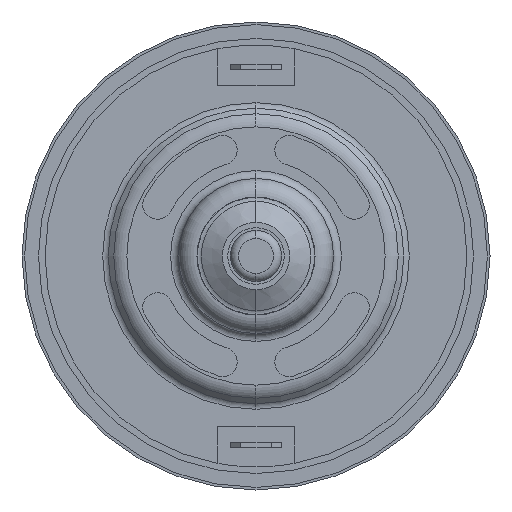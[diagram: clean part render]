
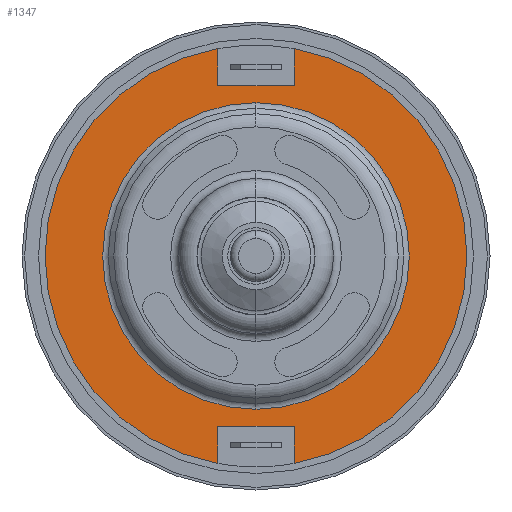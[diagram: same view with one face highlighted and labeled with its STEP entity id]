
A CAD part, left-side view. The second image highlights one B-rep face of the part: STEP entity #1347.
In plain terms, the highlighted planar face has unit normal (-1, 0, 0).
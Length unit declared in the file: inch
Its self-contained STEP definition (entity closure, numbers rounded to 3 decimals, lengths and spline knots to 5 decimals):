
#8 = PLANE ( 'NONE',  #5199 ) ;
#45 = DIRECTION ( 'NONE',  ( -1., 0., 0. ) ) ;
#50 = LINE ( 'NONE', #6759, #1445 ) ;
#257 = LINE ( 'NONE', #6419, #353 ) ;
#353 = VECTOR ( 'NONE', #4825, 39.37008 ) ;
#382 = VECTOR ( 'NONE', #3023, 39.37008 ) ;
#547 = VERTEX_POINT ( 'NONE', #2961 ) ;
#606 = DIRECTION ( 'NONE',  ( -1., 0., 0. ) ) ;
#650 = CARTESIAN_POINT ( 'NONE',  ( 0.075, 0.144, 0.64541 ) ) ;
#770 = CARTESIAN_POINT ( 'NONE',  ( 0.075, 0., 0. ) ) ;
#794 = CARTESIAN_POINT ( 'NONE',  ( 0.075, -0.144, -0.78541 ) ) ;
#847 = CARTESIAN_POINT ( 'NONE',  ( 0.075, 0., 0. ) ) ;
#963 = ORIENTED_EDGE ( 'NONE', *, *, #2623, .F. ) ;
#1070 = CARTESIAN_POINT ( 'NONE',  ( 0.075, 0., 0.58043 ) ) ;
#1182 = DIRECTION ( 'NONE',  ( 0., 0., 1. ) ) ;
#1208 = EDGE_CURVE ( 'NONE', #6670, #6614, #257, .T. ) ;
#1347 = ADVANCED_FACE ( 'NONE', ( #3379, #2799 ), #8, .T. ) ;
#1363 = CARTESIAN_POINT ( 'NONE',  ( 0.075, -0.144, -0.64541 ) ) ;
#1445 = VECTOR ( 'NONE', #4470, 39.37008 ) ;
#1521 = EDGE_CURVE ( 'NONE', #6639, #547, #6001, .T. ) ;
#1523 = DIRECTION ( 'NONE',  ( 0., 0., 1. ) ) ;
#1547 = LINE ( 'NONE', #5423, #5089 ) ;
#1714 = DIRECTION ( 'NONE',  ( 0., 0., 1. ) ) ;
#1754 = CARTESIAN_POINT ( 'NONE',  ( 0.075, 0.144, -0.64541 ) ) ;
#1888 = CARTESIAN_POINT ( 'NONE',  ( 0.075, 0.144, 0.78541 ) ) ;
#1897 = VERTEX_POINT ( 'NONE', #794 ) ;
#2025 = EDGE_LOOP ( 'NONE', ( #5501, #2137 ) ) ;
#2078 = DIRECTION ( 'NONE',  ( 1., 0., 0. ) ) ;
#2088 = CARTESIAN_POINT ( 'NONE',  ( 0.075, -0.144, 0.78541 ) ) ;
#2137 = ORIENTED_EDGE ( 'NONE', *, *, #5811, .T. ) ;
#2202 = EDGE_CURVE ( 'NONE', #3655, #5853, #50, .T. ) ;
#2601 = CARTESIAN_POINT ( 'NONE',  ( 0.075, -0.144, 0.64541 ) ) ;
#2623 = EDGE_CURVE ( 'NONE', #6614, #6500, #6331, .T. ) ;
#2632 = LINE ( 'NONE', #1363, #5128 ) ;
#2661 = AXIS2_PLACEMENT_3D ( 'NONE', #5960, #2078, #4426 ) ;
#2799 = FACE_BOUND ( 'NONE', #2025, .T. ) ;
#2857 = ORIENTED_EDGE ( 'NONE', *, *, #4852, .T. ) ;
#2895 = ORIENTED_EDGE ( 'NONE', *, *, #3802, .T. ) ;
#2961 = CARTESIAN_POINT ( 'NONE',  ( 0.075, 0., -0.58043 ) ) ;
#2985 = CARTESIAN_POINT ( 'NONE',  ( 0.075, 0., 0. ) ) ;
#3023 = DIRECTION ( 'NONE',  ( 0., 1., 0. ) ) ;
#3353 = ORIENTED_EDGE ( 'NONE', *, *, #5117, .F. ) ;
#3379 = FACE_OUTER_BOUND ( 'NONE', #5775, .T. ) ;
#3655 = VERTEX_POINT ( 'NONE', #650 ) ;
#3788 = DIRECTION ( 'NONE',  ( 1., 0., 0. ) ) ;
#3802 = EDGE_CURVE ( 'NONE', #4262, #5056, #1547, .T. ) ;
#3856 = CARTESIAN_POINT ( 'NONE',  ( 0.075, 0.144, -0.64541 ) ) ;
#4109 = DIRECTION ( 'NONE',  ( 0., 0., 1. ) ) ;
#4246 = DIRECTION ( 'NONE',  ( 0., 0., 1. ) ) ;
#4262 = VERTEX_POINT ( 'NONE', #2088 ) ;
#4426 = DIRECTION ( 'NONE',  ( 0., 0., 1. ) ) ;
#4430 = CIRCLE ( 'NONE', #5675, 0.58043 ) ;
#4470 = DIRECTION ( 'NONE',  ( 0., 0., 1. ) ) ;
#4580 = DIRECTION ( 'NONE',  ( -1., 0., 0. ) ) ;
#4637 = CARTESIAN_POINT ( 'NONE',  ( 0.075, 0., 0. ) ) ;
#4646 = LINE ( 'NONE', #2601, #382 ) ;
#4825 = DIRECTION ( 'NONE',  ( 0., 1., 0. ) ) ;
#4851 = ORIENTED_EDGE ( 'NONE', *, *, #5855, .T. ) ;
#4852 = EDGE_CURVE ( 'NONE', #1897, #4262, #6792, .T. ) ;
#4970 = EDGE_CURVE ( 'NONE', #5056, #3655, #4646, .T. ) ;
#5056 = VERTEX_POINT ( 'NONE', #6486 ) ;
#5089 = VECTOR ( 'NONE', #6427, 39.37008 ) ;
#5117 = EDGE_CURVE ( 'NONE', #1897, #6670, #2632, .T. ) ;
#5128 = VECTOR ( 'NONE', #4246, 39.37008 ) ;
#5199 = AXIS2_PLACEMENT_3D ( 'NONE', #2985, #4580, #1523 ) ;
#5290 = DIRECTION ( 'NONE',  ( 0., 0., -1. ) ) ;
#5423 = CARTESIAN_POINT ( 'NONE',  ( 0.075, -0.144, 0.64541 ) ) ;
#5501 = ORIENTED_EDGE ( 'NONE', *, *, #1521, .T. ) ;
#5651 = CARTESIAN_POINT ( 'NONE',  ( 0.075, -0.144, -0.64541 ) ) ;
#5656 = ORIENTED_EDGE ( 'NONE', *, *, #2202, .T. ) ;
#5675 = AXIS2_PLACEMENT_3D ( 'NONE', #4637, #3788, #1714 ) ;
#5717 = AXIS2_PLACEMENT_3D ( 'NONE', #847, #606, #1182 ) ;
#5775 = EDGE_LOOP ( 'NONE', ( #5656, #4851, #963, #5933, #3353, #2857, #2895, #6723 ) ) ;
#5811 = EDGE_CURVE ( 'NONE', #547, #6639, #4430, .T. ) ;
#5853 = VERTEX_POINT ( 'NONE', #1888 ) ;
#5855 = EDGE_CURVE ( 'NONE', #5853, #6500, #5990, .T. ) ;
#5933 = ORIENTED_EDGE ( 'NONE', *, *, #1208, .F. ) ;
#5960 = CARTESIAN_POINT ( 'NONE',  ( 0.075, 0., 0. ) ) ;
#5990 = CIRCLE ( 'NONE', #5717, 0.7985 ) ;
#6001 = CIRCLE ( 'NONE', #2661, 0.58043 ) ;
#6050 = CARTESIAN_POINT ( 'NONE',  ( 0.075, 0.144, -0.78541 ) ) ;
#6227 = AXIS2_PLACEMENT_3D ( 'NONE', #770, #45, #4109 ) ;
#6331 = LINE ( 'NONE', #1754, #6401 ) ;
#6401 = VECTOR ( 'NONE', #5290, 39.37008 ) ;
#6419 = CARTESIAN_POINT ( 'NONE',  ( 0.075, -0.144, -0.64541 ) ) ;
#6427 = DIRECTION ( 'NONE',  ( 0., 0., -1. ) ) ;
#6486 = CARTESIAN_POINT ( 'NONE',  ( 0.075, -0.144, 0.64541 ) ) ;
#6500 = VERTEX_POINT ( 'NONE', #6050 ) ;
#6614 = VERTEX_POINT ( 'NONE', #3856 ) ;
#6639 = VERTEX_POINT ( 'NONE', #1070 ) ;
#6670 = VERTEX_POINT ( 'NONE', #5651 ) ;
#6723 = ORIENTED_EDGE ( 'NONE', *, *, #4970, .T. ) ;
#6759 = CARTESIAN_POINT ( 'NONE',  ( 0.075, 0.144, 0.64541 ) ) ;
#6792 = CIRCLE ( 'NONE', #6227, 0.7985 ) ;
